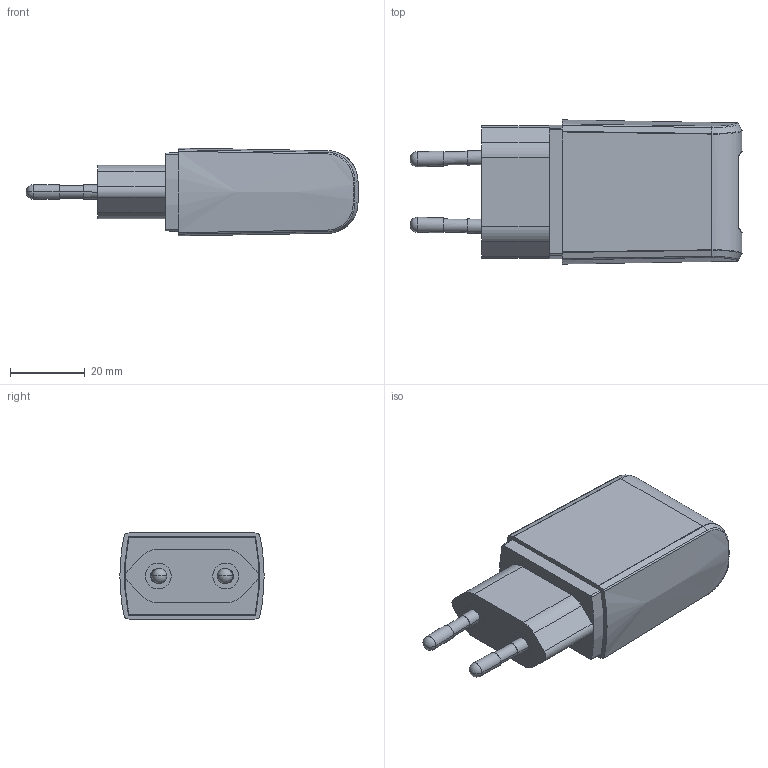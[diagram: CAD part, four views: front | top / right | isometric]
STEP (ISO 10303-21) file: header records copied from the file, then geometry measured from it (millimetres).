
FILE_DESCRIPTION((''),'2;1');
FILE_NAME('GTM86101-WWVV-W2E_ASM','2020-12-30T13:54:56',('rd05'),(''),'CREO PARAMETRIC BY PTC INC, 2018050','CREO PARAMETRIC BY PTC INC, 2018050','');
FILE_SCHEMA(('CONFIG_CONTROL_DESIGN','GEOMETRIC_VALIDATION_PROPERTIES_MIM'));
Length unit declared in the file: millimetre
Products named in the file (11): GTM86101-WWVV-W2E_PCB; 24P004000-44H_3_1_1; GTM86101-WWVV-W2E_4_ASM; GTM86101-WWVV-W2E_TOP; KA_BOT_39_1_1; PRT0027_13_ASM_1_1; UP_PIN_3_1_1; GTM86101-WWVV-W2E_3_ASM; GTM86101-WWVV-W2E_2_ASM; GTM86101-WWVV-W2E_1_ASM; GTM86101-WWVV-W2E_ASM
Assembly tree (10 placements, depth 6):
  GTM86101-WWVV-W2E_ASM
    GTM86101-WWVV-W2E_1_ASM
      GTM86101-WWVV-W2E_2_ASM
        GTM86101-WWVV-W2E_3_ASM
          GTM86101-WWVV-W2E_4_ASM
            GTM86101-WWVV-W2E_PCB
            24P004000-44H_3_1_1
          GTM86101-WWVV-W2E_TOP
          KA_BOT_39_1_1
          PRT0027_13_ASM_1_1
          UP_PIN_3_1_1
Bounding box: 88.74 x 38.54 x 23.49 mm (x, y, z)
Volume: 33386.3 mm3; surface area: 25248.4 mm2
Topology: 6 solids, 6 shells, 1425 faces, 3836 edges, 2435 vertices
Faces by surface type: plane 806, cylinder 402, bspline 111, cone 50, torus 40, sphere 16
Entity records: 50621 total; most frequent: CARTESIAN_POINT 15067, ORIENTED_EDGE 7640, DIRECTION 6840, EDGE_CURVE 3820, VECTOR 2578, LINE 2578, VERTEX_POINT 2435, AXIS2_PLACEMENT_3D 2131
